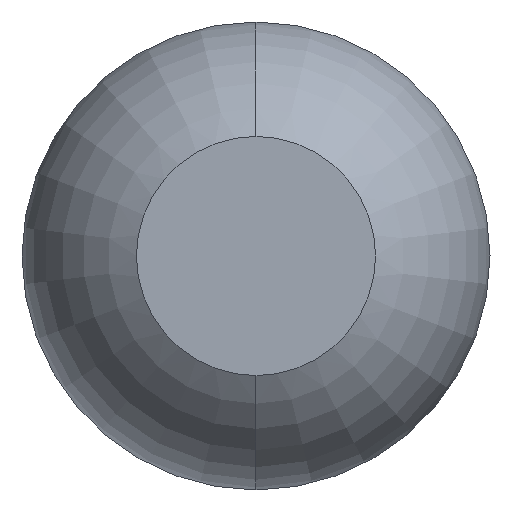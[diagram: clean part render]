
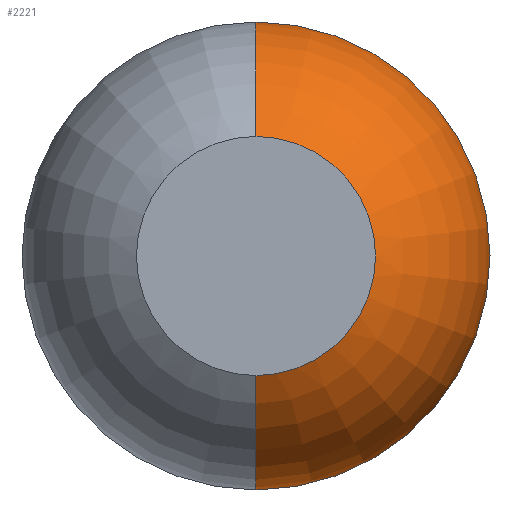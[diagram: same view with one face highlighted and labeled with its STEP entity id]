
A CAD part, front view. The second image highlights one B-rep face of the part: STEP entity #2221.
In plain terms, the highlighted toroidal (fillet/blend) face has major radius 0.035 mm and minor radius 0.65 mm.
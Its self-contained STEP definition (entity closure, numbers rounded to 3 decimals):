
#233 = CIRCLE ( 'NONE', #2703, 0.65 ) ;
#257 = EDGE_CURVE ( 'NONE', #3079, #893, #4194, .T. ) ;
#893 = VERTEX_POINT ( 'NONE', #1495 ) ;
#930 = DIRECTION ( 'NONE',  ( 0., 0., -1. ) ) ;
#1077 = AXIS2_PLACEMENT_3D ( 'NONE', #2089, #3050, #3695 ) ;
#1146 = CIRCLE ( 'NONE', #1260, 0.685 ) ;
#1200 = EDGE_CURVE ( 'Defeature ausgef�hrt2_4+Defeature ausgef�hrt2_5+Defeature ausgef�hrt2_5+Defeature ausgef�hrt2_5', #3460, #3079, #1146, .T. ) ;
#1260 = AXIS2_PLACEMENT_3D ( 'NONE', #1284, #3854, #3215 ) ;
#1284 = CARTESIAN_POINT ( 'NONE',  ( 0., -24.431, 0. ) ) ;
#1353 = FACE_OUTER_BOUND ( 'NONE', #1566, .T. ) ;
#1427 = CARTESIAN_POINT ( 'NONE',  ( 0., -24.431, 0.685 ) ) ;
#1495 = CARTESIAN_POINT ( 'NONE',  ( 0., -25., 0.35 ) ) ;
#1562 = CARTESIAN_POINT ( 'NONE',  ( 0., -25., -0.35 ) ) ;
#1566 = EDGE_LOOP ( 'NONE', ( #4131, #2092, #3663, #2572 ) ) ;
#1616 = DIRECTION ( 'NONE',  ( 1., 0., 0. ) ) ;
#1619 = CARTESIAN_POINT ( 'NONE',  ( 0., -24.431, 0. ) ) ;
#1861 = DIRECTION ( 'NONE',  ( 0., 0., 1. ) ) ;
#1951 = DIRECTION ( 'NONE',  ( 0., 0., -1. ) ) ;
#2002 = EDGE_CURVE ( 'NONE', #3460, #3640, #233, .T. ) ;
#2089 = CARTESIAN_POINT ( 'NONE',  ( 0., -25., 0. ) ) ;
#2092 = ORIENTED_EDGE ( 'NONE', *, *, #257, .T. ) ;
#2221 = ADVANCED_FACE ( 'Defeature ausgef�hrt2_4', ( #1353 ), #3217, .T. ) ;
#2463 = EDGE_CURVE ( 'Defeature ausgef�hrt2_11+Defeature ausgef�hrt2_4+Defeature ausgef�hrt2_4+Defeature ausgef�hrt2_4', #3640, #893, #2628, .T. ) ;
#2572 = ORIENTED_EDGE ( 'NONE', *, *, #2002, .F. ) ;
#2628 = CIRCLE ( 'NONE', #1077, 0.35 ) ;
#2703 = AXIS2_PLACEMENT_3D ( 'NONE', #4172, #3206, #1861 ) ;
#2935 = CARTESIAN_POINT ( 'NONE',  ( 0., -24.431, 0.035 ) ) ;
#3024 = CARTESIAN_POINT ( 'NONE',  ( 0., -24.431, -0.685 ) ) ;
#3050 = DIRECTION ( 'NONE',  ( 0., -1., 0. ) ) ;
#3079 = VERTEX_POINT ( 'NONE', #1427 ) ;
#3206 = DIRECTION ( 'NONE',  ( -1., 0., 0. ) ) ;
#3215 = DIRECTION ( 'NONE',  ( 0., 0., -1. ) ) ;
#3217 = TOROIDAL_SURFACE ( 'NONE', #3543, 0.035, 0.65 ) ;
#3460 = VERTEX_POINT ( 'NONE', #3024 ) ;
#3543 = AXIS2_PLACEMENT_3D ( 'NONE', #1619, #3894, #1951 ) ;
#3640 = VERTEX_POINT ( 'NONE', #1562 ) ;
#3663 = ORIENTED_EDGE ( 'NONE', *, *, #2463, .F. ) ;
#3685 = AXIS2_PLACEMENT_3D ( 'NONE', #2935, #1616, #930 ) ;
#3695 = DIRECTION ( 'NONE',  ( 0., 0., -1. ) ) ;
#3854 = DIRECTION ( 'NONE',  ( 0., -1., 0. ) ) ;
#3894 = DIRECTION ( 'NONE',  ( 0., -1., 0. ) ) ;
#4131 = ORIENTED_EDGE ( 'NONE', *, *, #1200, .T. ) ;
#4172 = CARTESIAN_POINT ( 'NONE',  ( 0., -24.431, -0.035 ) ) ;
#4194 = CIRCLE ( 'NONE', #3685, 0.65 ) ;
